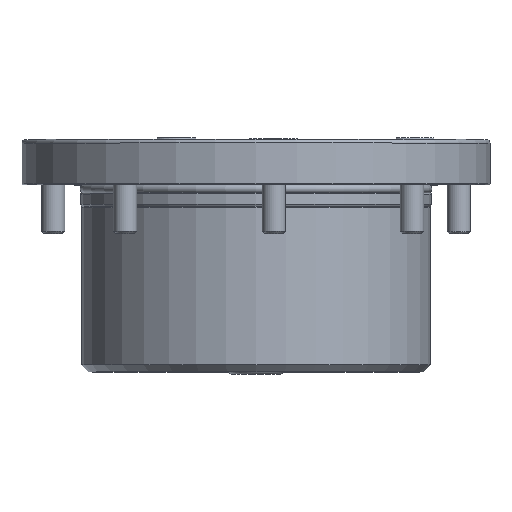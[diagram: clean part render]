
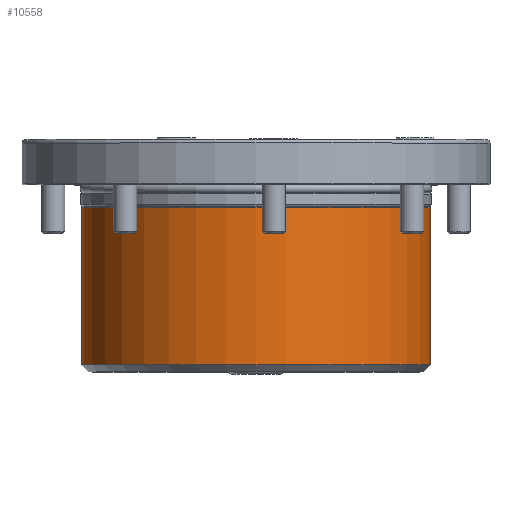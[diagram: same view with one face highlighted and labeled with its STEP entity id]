
A CAD part, top view. The second image highlights one B-rep face of the part: STEP entity #10558.
In plain terms, the highlighted cylindrical face has radius 37.3 mm (diameter 74.6 mm), a full revolution.
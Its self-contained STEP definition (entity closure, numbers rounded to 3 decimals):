
#561 = EDGE_CURVE ( 'NONE', #6343, #6343, #16930, .T. ) ;
#2791 = FACE_OUTER_BOUND ( 'NONE', #9412, .T. ) ;
#4843 = DIRECTION ( 'NONE',  ( 1., 0., 0. ) ) ;
#5230 = VERTEX_POINT ( 'NONE', #8510 ) ;
#5833 = AXIS2_PLACEMENT_3D ( 'NONE', #10686, #9218, #6121 ) ;
#6121 = DIRECTION ( 'NONE',  ( 1., 0., 0. ) ) ;
#6343 = VERTEX_POINT ( 'NONE', #12844 ) ;
#7634 = FACE_OUTER_BOUND ( 'NONE', #12794, .T. ) ;
#8243 = DIRECTION ( 'NONE',  ( 0., 1., 0. ) ) ;
#8510 = CARTESIAN_POINT ( 'NONE',  ( 37.3, -48.5, 0. ) ) ;
#9218 = DIRECTION ( 'NONE',  ( 0., 1., 0. ) ) ;
#9412 = EDGE_LOOP ( 'NONE', ( #10662 ) ) ;
#10558 = ADVANCED_FACE ( 'NONE', ( #7634, #2791 ), #15749, .T. ) ;
#10662 = ORIENTED_EDGE ( 'NONE', *, *, #10784, .T. ) ;
#10686 = CARTESIAN_POINT ( 'NONE',  ( 0., -14.9, 0. ) ) ;
#10784 = EDGE_CURVE ( 'NONE', #5230, #5230, #13125, .T. ) ;
#11113 = CARTESIAN_POINT ( 'NONE',  ( 0., -12.352, 0. ) ) ;
#11405 = AXIS2_PLACEMENT_3D ( 'NONE', #20844, #12829, #4843 ) ;
#12794 = EDGE_LOOP ( 'NONE', ( #20256 ) ) ;
#12829 = DIRECTION ( 'NONE',  ( 0., 1., 0. ) ) ;
#12844 = CARTESIAN_POINT ( 'NONE',  ( 37.3, -14.9, 0. ) ) ;
#13125 = CIRCLE ( 'NONE', #11405, 37.3 ) ;
#15749 = CYLINDRICAL_SURFACE ( 'NONE', #18227, 37.3 ) ;
#16930 = CIRCLE ( 'NONE', #5833, 37.3 ) ;
#18227 = AXIS2_PLACEMENT_3D ( 'NONE', #11113, #8243, #19379 ) ;
#19379 = DIRECTION ( 'NONE',  ( 1., 0., 0. ) ) ;
#20256 = ORIENTED_EDGE ( 'NONE', *, *, #561, .F. ) ;
#20844 = CARTESIAN_POINT ( 'NONE',  ( 0., -48.5, 0. ) ) ;
